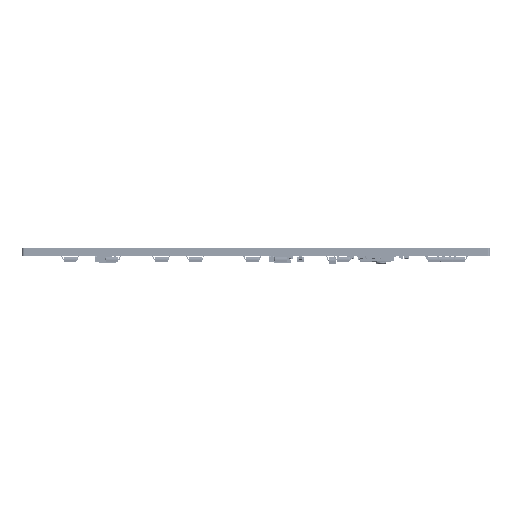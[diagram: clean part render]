
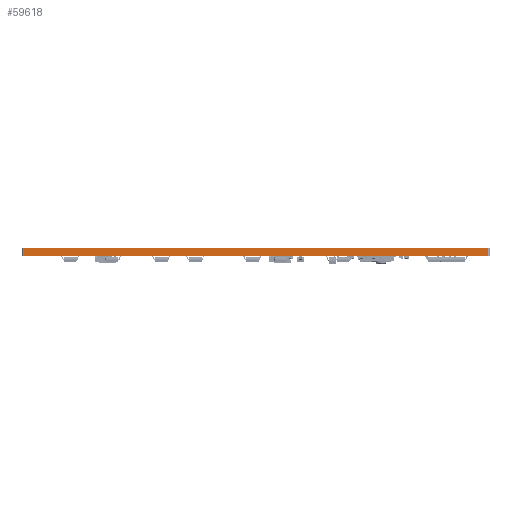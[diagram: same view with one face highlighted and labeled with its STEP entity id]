
A CAD part, left-side view. The second image highlights one B-rep face of the part: STEP entity #59618.
In plain terms, the highlighted planar face has unit normal (-1, 0, 0).
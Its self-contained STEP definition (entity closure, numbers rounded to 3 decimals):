
#45853 = VERTEX_POINT('',#45854);
#45854 = CARTESIAN_POINT('',(20.075,-23.552,0.));
#45861 = EDGE_CURVE('',#45862,#45853,#45864,.T.);
#45862 = VERTEX_POINT('',#45863);
#45863 = CARTESIAN_POINT('',(20.075,-120.514,0.));
#45864 = LINE('',#45865,#45866);
#45865 = CARTESIAN_POINT('',(20.075,-120.514,0.));
#45866 = VECTOR('',#45867,1.);
#45867 = DIRECTION('',(0.,1.,0.));
#52595 = VERTEX_POINT('',#52596);
#52596 = CARTESIAN_POINT('',(20.075,-23.552,1.6));
#52603 = EDGE_CURVE('',#52604,#52595,#52606,.T.);
#52604 = VERTEX_POINT('',#52605);
#52605 = CARTESIAN_POINT('',(20.075,-120.514,1.6));
#52606 = LINE('',#52607,#52608);
#52607 = CARTESIAN_POINT('',(20.075,-120.514,1.6));
#52608 = VECTOR('',#52609,1.);
#52609 = DIRECTION('',(0.,1.,0.));
#59607 = EDGE_CURVE('',#45862,#52604,#59608,.T.);
#59608 = LINE('',#59609,#59610);
#59609 = CARTESIAN_POINT('',(20.075,-120.514,0.));
#59610 = VECTOR('',#59611,1.);
#59611 = DIRECTION('',(0.,0.,1.));
#59618 = ADVANCED_FACE('',(#59619),#59630,.T.);
#59619 = FACE_BOUND('',#59620,.T.);
#59620 = EDGE_LOOP('',(#59621,#59622,#59623,#59629));
#59621 = ORIENTED_EDGE('',*,*,#59607,.T.);
#59622 = ORIENTED_EDGE('',*,*,#52603,.T.);
#59623 = ORIENTED_EDGE('',*,*,#59624,.F.);
#59624 = EDGE_CURVE('',#45853,#52595,#59625,.T.);
#59625 = LINE('',#59626,#59627);
#59626 = CARTESIAN_POINT('',(20.075,-23.552,0.));
#59627 = VECTOR('',#59628,1.);
#59628 = DIRECTION('',(0.,0.,1.));
#59629 = ORIENTED_EDGE('',*,*,#45861,.F.);
#59630 = PLANE('',#59631);
#59631 = AXIS2_PLACEMENT_3D('',#59632,#59633,#59634);
#59632 = CARTESIAN_POINT('',(20.075,-120.514,0.));
#59633 = DIRECTION('',(-1.,0.,0.));
#59634 = DIRECTION('',(0.,1.,0.));
